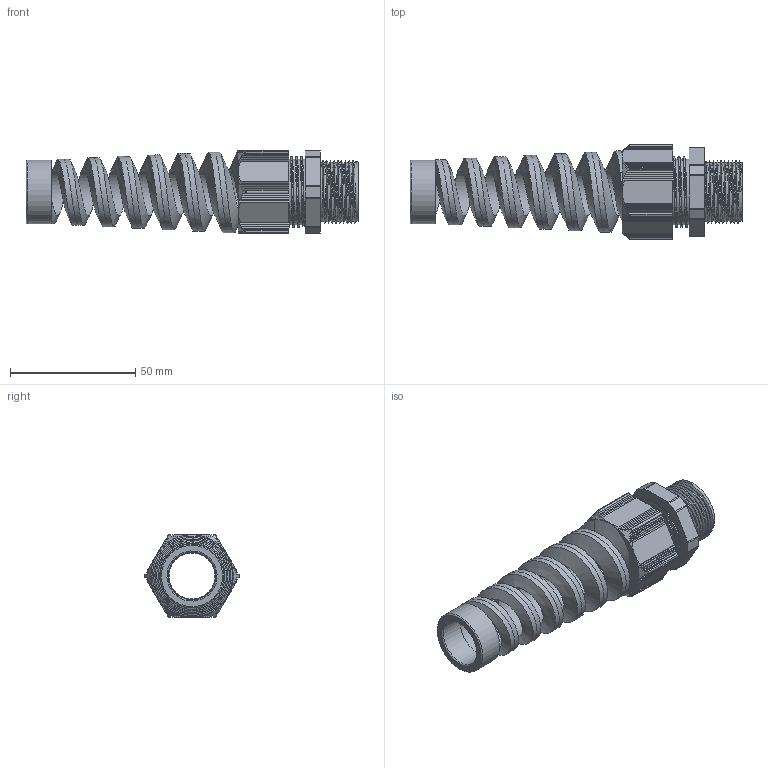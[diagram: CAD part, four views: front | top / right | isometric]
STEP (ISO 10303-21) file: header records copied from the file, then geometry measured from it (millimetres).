
FILE_DESCRIPTION(/* description */ ('Euro-Top mit BS M25x1,5'),/* implementation_level */ '2;1');
FILE_NAME(/* name */ '11380525-RST.stp',/* time_stamp */ '2016-06-24T12:08:22+02:00',/* author */ ('SL'),/* organization */ (''),/* preprocessor_version */ 'ST-DEVELOPER v15.2',/* originating_system */ 'Autodesk Inventor 2014',/* authorisation */ '');
FILE_SCHEMA (('AUTOMOTIVE_DESIGN { 1 0 10303 214 3 1 1 }'));
Products named in the file (7): Euro-Top-BS-11-BT-0002-11380525; Euro-Top-BS-11-BT-0001-11380525; Euro-Top-BS-11-BT-0004-11380525; Euro-Top-BS-11-BT-0005-11380525; Euro-Top-BS-11-BG-0001-11380525-BS; Euro-Top-BS-11-BT-0003-11380525; Euro-Top-BS-11-BG-0002-11380525
Assembly tree (6 placements, depth 3):
  Euro-Top-BS-11-BG-0002-11380525
    Euro-Top-BS-11-BT-0002-11380525
    Euro-Top-BS-11-BG-0001-11380525-BS
      Euro-Top-BS-11-BT-0001-11380525
      Euro-Top-BS-11-BT-0004-11380525
      Euro-Top-BS-11-BT-0005-11380525
    Euro-Top-BS-11-BT-0003-11380525
Bounding box: 132.5 x 37.8 x 33 mm (x, y, z)
Volume: 38025.1 mm3; surface area: 31748.9 mm2
Topology: 5 solids, 5 shells, 438 faces, 1200 edges, 777 vertices
Faces by surface type: plane 231, cylinder 128, bspline 47, torus 23, cone 9
Full cylindrical faces by diameter (mm): 18.3 x1, 18.61 x1, 18.65 x1, 19 x1, 22.3 x1, 22.45 x1, 23.478 x10, 25.13 x1, 25.5 x1, 26.23 x6, 29.08 x7
Entity records: 37540 total; most frequent: CARTESIAN_POINT 27589, ORIENTED_EDGE 2220, DIRECTION 1856, EDGE_CURVE 1110, VERTEX_POINT 729, AXIS2_PLACEMENT_3D 661, LINE 534, VECTOR 534
